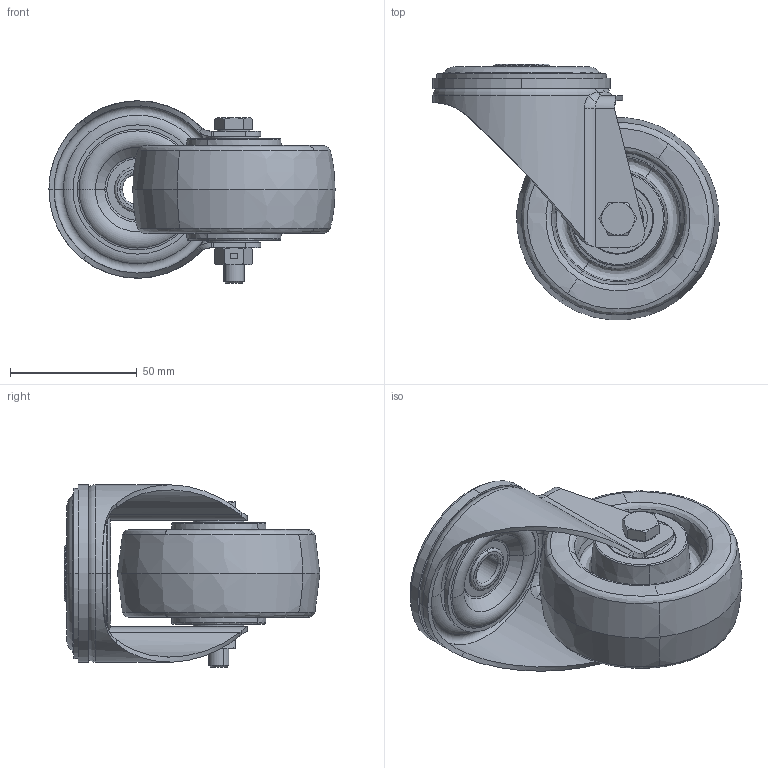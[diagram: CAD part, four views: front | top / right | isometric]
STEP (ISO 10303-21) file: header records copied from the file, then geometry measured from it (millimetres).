
FILE_DESCRIPTION (( 'STEP AP214' ), '1' );
FILE_NAME ('0055907.step', '2023-08-22T08:12:41', ( '' ), ( '' ), 'SwSTEP 2.0', 'SolidWorks 2020', '' );
FILE_SCHEMA (( 'AUTOMOTIVE_DESIGN' ));
Length unit declared in the file: millimetre
Products named in the file (1): 0055907
Bounding box: 112.9 x 100.9 x 72 mm (x, y, z)
Volume: 187901 mm3; surface area: 98915.1 mm2
Topology: 20 solids, 21 shells, 664 faces, 1583 edges, 966 vertices
Faces by surface type: bspline 192, cone 140, cylinder 123, plane 119, torus 90
Entity records: 32955 total; most frequent: CARTESIAN_POINT 11140, ORIENTED_EDGE 3150, DIRECTION 2831, EDGE_CURVE 1575, AXIS2_PLACEMENT_3D 1253, VERTEX_POINT 966, CIRCLE 780, EDGE_LOOP 721
